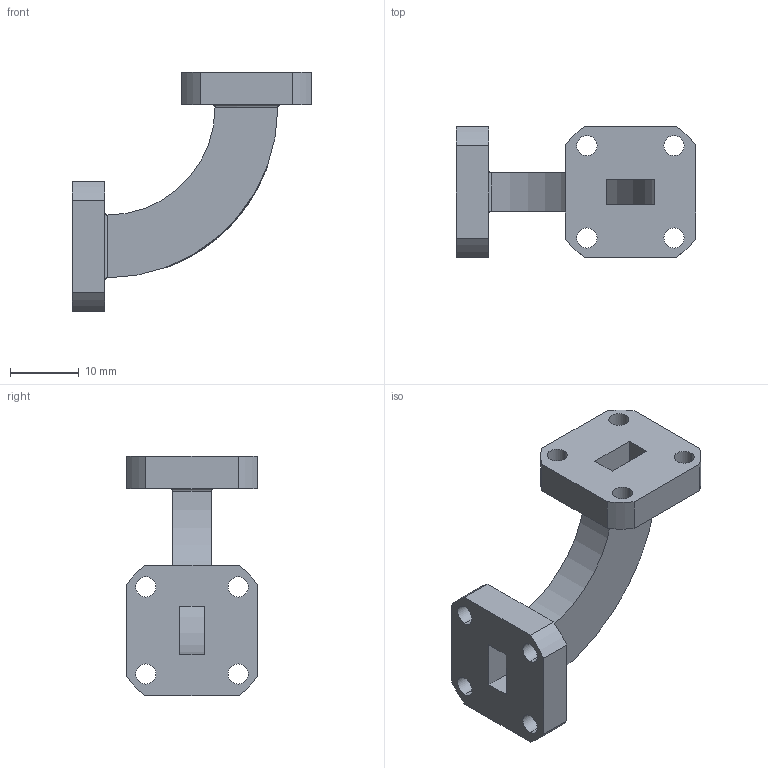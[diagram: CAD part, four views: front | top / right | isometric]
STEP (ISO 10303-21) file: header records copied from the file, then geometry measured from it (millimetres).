
FILE_DESCRIPTION (( 'STEP AP203' ), '1' );
FILE_NAME ('PE-W28B002.step', '2019-04-04T15:32:16', ( '' ), ( '' ), 'SwSTEP 2.0', 'SolidWorks 2018', '' );
FILE_SCHEMA (( 'CONFIG_CONTROL_DESIGN' ));
Length unit declared in the file: inch
Products named in the file (1): PE-W28B002
Bounding box: 34.92 x 19.05 x 34.92 mm (x, y, z)
Volume: 3666.2 mm3; surface area: 4004 mm2
Topology: 1 solids, 1 shells, 220 faces, 586 edges, 388 vertices
Faces by surface type: bspline 94, plane 72, cylinder 54
Entity records: 15570 total; most frequent: CARTESIAN_POINT 10754, ORIENTED_EDGE 1172, DIRECTION 650, EDGE_CURVE 586, VERTEX_POINT 388, B_SPLINE_CURVE_WITH_KNOTS 302, EDGE_LOOP 258, AXIS2_PLACEMENT_3D 247
